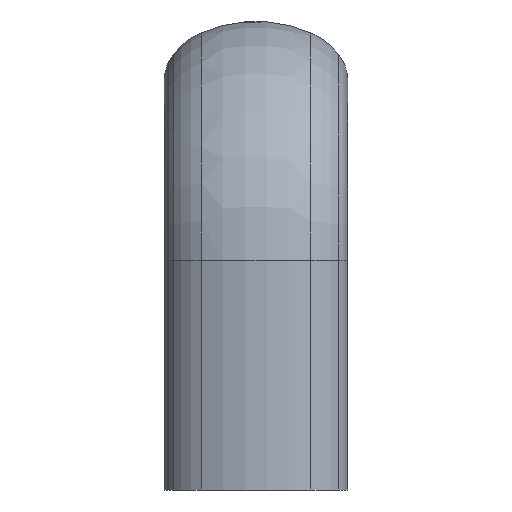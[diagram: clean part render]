
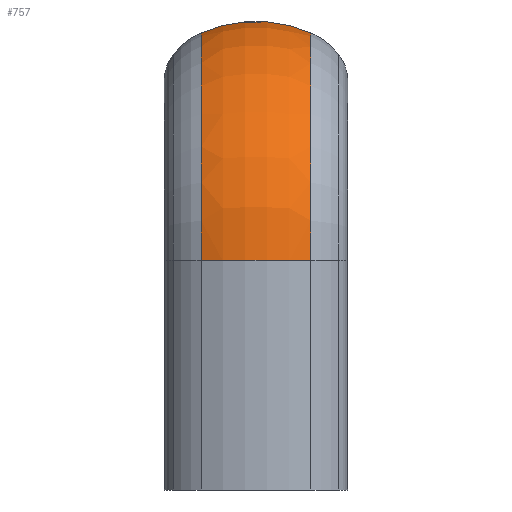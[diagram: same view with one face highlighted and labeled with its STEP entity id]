
A CAD part, left-side view. The second image highlights one B-rep face of the part: STEP entity #757.
In plain terms, the highlighted toroidal (fillet/blend) face has major radius 10.801 mm and minor radius 15.199 mm.
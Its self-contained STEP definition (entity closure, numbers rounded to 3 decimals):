
#379=VERTEX_POINT('',#966);
#535=EDGE_CURVE('',#379,#839,#1141,.T.);
#545=EDGE_CURVE('',#597,#559,#1151,.T.);
#551=EDGE_CURVE('',#559,#839,#1158,.T.);
#559=VERTEX_POINT('',#1167);
#593=EDGE_CURVE('',#597,#379,#1205,.T.);
#597=VERTEX_POINT('',#1209);
#757=ADVANCED_FACE('',(#1397),#1398,.T.);
#839=VERTEX_POINT('',#1486);
#966=CARTESIAN_POINT('',(19.5,-5.967,49.78));
#1141=CIRCLE('',#1862,15.199);
#1151=CIRCLE('',#1876,15.199);
#1158=CIRCLE('',#1886,24.78);
#1167=CARTESIAN_POINT('',(-5.28,5.967,25.0));
#1205=CIRCLE('',#1942,24.78);
#1209=CARTESIAN_POINT('',(-5.28,-5.967,25.0));
#1397=FACE_OUTER_BOUND('',#2185,.T.);
#1398=TOROIDAL_SURFACE('',#2186,10.801,15.199);
#1486=CARTESIAN_POINT('',(19.5,5.967,49.78));
#1862=AXIS2_PLACEMENT_3D('',#2667,#2668,#2669);
#1876=AXIS2_PLACEMENT_3D('',#2679,#2680,#2681);
#1886=AXIS2_PLACEMENT_3D('',#2691,#2692,#2693);
#1942=AXIS2_PLACEMENT_3D('',#2751,#2752,#2753);
#2185=EDGE_LOOP('',(#3048,#3049,#3050,#3051));
#2186=AXIS2_PLACEMENT_3D('',#3052,#3053,#3054);
#2667=CARTESIAN_POINT('',(19.5,0.,35.801));
#2668=DIRECTION('',(-1.0,0.0,0.));
#2669=DIRECTION('',(0.,0.393,0.92));
#2679=CARTESIAN_POINT('',(8.699,0.,25.0));
#2680=DIRECTION('',(0.0,0.0,-1.0));
#2681=DIRECTION('',(-0.92,0.393,0.0));
#2691=CARTESIAN_POINT('',(19.5,5.967,25.0));
#2692=DIRECTION('',(0.0,1.0,0.0));
#2693=DIRECTION('',(-1.0,0.0,0.0));
#2751=CARTESIAN_POINT('',(19.5,-5.967,25.0));
#2752=DIRECTION('',(0.0,1.0,0.0));
#2753=DIRECTION('',(-1.0,0.0,0.0));
#3048=ORIENTED_EDGE('',*,*,#535,.T.);
#3049=ORIENTED_EDGE('',*,*,#551,.F.);
#3050=ORIENTED_EDGE('',*,*,#545,.F.);
#3051=ORIENTED_EDGE('',*,*,#593,.T.);
#3052=CARTESIAN_POINT('',(19.5,0.,25.0));
#3053=DIRECTION('',(0.0,1.0,0.0));
#3054=DIRECTION('',(0.0,0.0,-1.0));
